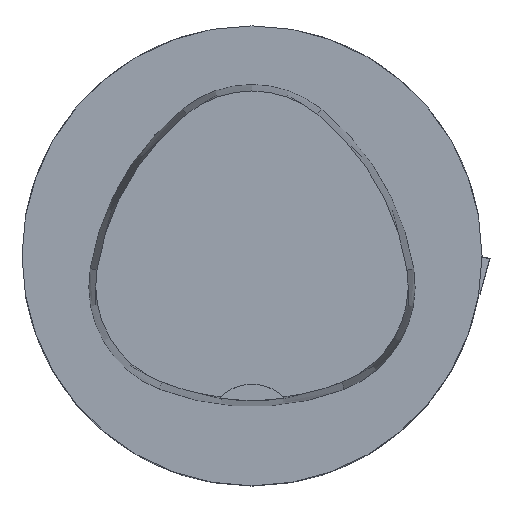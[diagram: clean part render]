
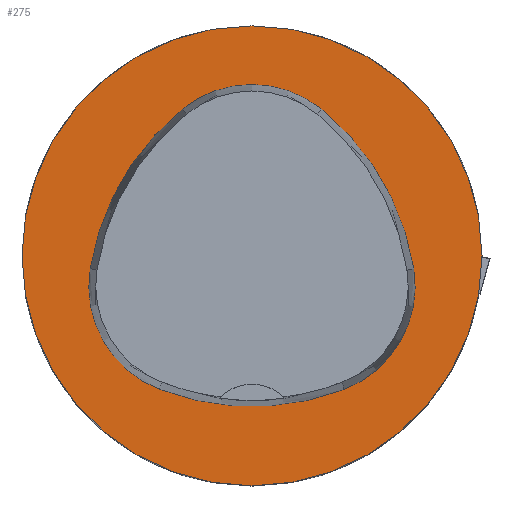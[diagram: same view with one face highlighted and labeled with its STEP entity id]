
A CAD part, top view. The second image highlights one B-rep face of the part: STEP entity #275.
In plain terms, the highlighted planar face has unit normal (0, 0, 1).
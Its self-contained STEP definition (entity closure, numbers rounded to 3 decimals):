
#135=FACE_BOUND('',#519,.T.);
#136=FACE_BOUND('',#520,.T.);
#190=CIRCLE('',#1953,25.);
#191=CIRCLE('',#1959,28.);
#193=CIRCLE('',#1962,12.);
#195=CIRCLE('',#1965,28.);
#197=CIRCLE('',#1968,12.);
#200=CIRCLE('',#1972,28.);
#203=CIRCLE('',#1976,12.);
#275=ADVANCED_FACE('',(#135,#136),#339,.T.);
#339=PLANE('',#1981);
#519=EDGE_LOOP('',(#1219,#1220,#1221,#1222,#1223,#1224));
#520=EDGE_LOOP('',(#1225));
#1219=ORIENTED_EDGE('',*,*,#1707,.F.);
#1220=ORIENTED_EDGE('',*,*,#1702,.F.);
#1221=ORIENTED_EDGE('',*,*,#1697,.F.);
#1222=ORIENTED_EDGE('',*,*,#1694,.F.);
#1223=ORIENTED_EDGE('',*,*,#1691,.F.);
#1224=ORIENTED_EDGE('',*,*,#1687,.F.);
#1225=ORIENTED_EDGE('',*,*,#1678,.T.);
#1464=VERTEX_POINT('',#3135);
#1473=VERTEX_POINT('',#3154);
#1474=VERTEX_POINT('',#3155);
#1477=VERTEX_POINT('',#3163);
#1479=VERTEX_POINT('',#3169);
#1481=VERTEX_POINT('',#3175);
#1485=VERTEX_POINT('',#3188);
#1678=EDGE_CURVE('',#1464,#1464,#190,.T.);
#1687=EDGE_CURVE('',#1473,#1474,#191,.T.);
#1691=EDGE_CURVE('',#1474,#1477,#193,.T.);
#1694=EDGE_CURVE('',#1477,#1479,#195,.T.);
#1697=EDGE_CURVE('',#1479,#1481,#197,.T.);
#1702=EDGE_CURVE('',#1481,#1485,#200,.T.);
#1707=EDGE_CURVE('',#1485,#1473,#203,.T.);
#1953=AXIS2_PLACEMENT_3D('',#3134,#2369,#2370);
#1959=AXIS2_PLACEMENT_3D('',#3153,#2385,#2386);
#1962=AXIS2_PLACEMENT_3D('',#3162,#2393,#2394);
#1965=AXIS2_PLACEMENT_3D('',#3168,#2400,#2401);
#1968=AXIS2_PLACEMENT_3D('',#3174,#2407,#2408);
#1972=AXIS2_PLACEMENT_3D('',#3187,#2416,#2417);
#1976=AXIS2_PLACEMENT_3D('',#3200,#2425,#2426);
#1981=AXIS2_PLACEMENT_3D('',#3205,#2435,#2436);
#2369=DIRECTION('',(0.,0.,1.));
#2370=DIRECTION('',(1.,0.,0.));
#2385=DIRECTION('',(0.,0.,1.));
#2386=DIRECTION('',(1.,0.,0.));
#2393=DIRECTION('',(0.,0.,1.));
#2394=DIRECTION('',(1.,0.,0.));
#2400=DIRECTION('',(0.,0.,1.));
#2401=DIRECTION('',(1.,0.,0.));
#2407=DIRECTION('',(0.,0.,1.));
#2408=DIRECTION('',(1.,0.,0.));
#2416=DIRECTION('',(0.,0.,1.));
#2417=DIRECTION('',(1.,0.,0.));
#2425=DIRECTION('',(0.,0.,1.));
#2426=DIRECTION('',(1.,0.,0.));
#2435=DIRECTION('',(0.,0.,1.));
#2436=DIRECTION('',(-1.,0.,0.));
#3134=CARTESIAN_POINT('',(0.,0.,0.));
#3135=CARTESIAN_POINT('',(25.,0.,0.));
#3153=CARTESIAN_POINT('',(-10.068,-5.824,0.));
#3154=CARTESIAN_POINT('',(17.584,-1.424,0.));
#3155=CARTESIAN_POINT('',(7.531,15.953,0.));
#3162=CARTESIAN_POINT('',(-0.011,6.62,0.));
#3163=CARTESIAN_POINT('',(-7.567,15.942,0.));
#3168=CARTESIAN_POINT('',(10.063,-5.81,0.));
#3169=CARTESIAN_POINT('',(-17.59,-1.418,0.));
#3174=CARTESIAN_POINT('',(-5.739,-3.3,0.));
#3175=CARTESIAN_POINT('',(-10.05,-14.499,0.));
#3187=CARTESIAN_POINT('',(0.01,11.631,0.));
#3188=CARTESIAN_POINT('',(10.025,-14.516,0.));
#3200=CARTESIAN_POINT('',(5.733,-3.31,0.));
#3205=CARTESIAN_POINT('',(0.,0.,0.));
